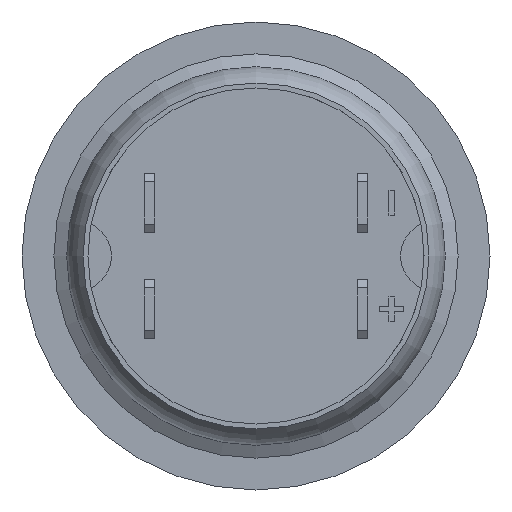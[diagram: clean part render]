
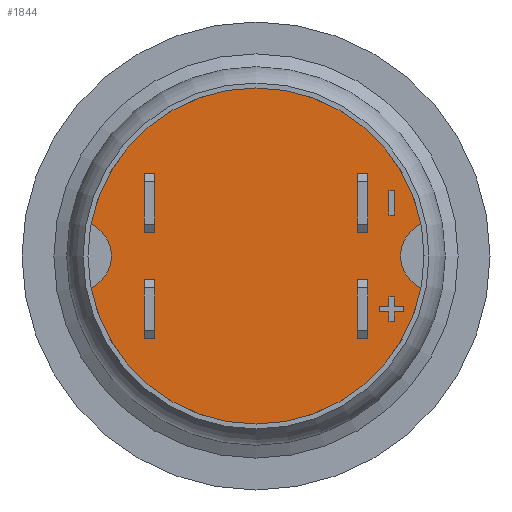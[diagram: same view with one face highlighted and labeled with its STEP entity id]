
A CAD part, front view. The second image highlights one B-rep face of the part: STEP entity #1844.
In plain terms, the highlighted face is planar.
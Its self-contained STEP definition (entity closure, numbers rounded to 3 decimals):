
#129=FACE_BOUND('',#399,.T.);
#130=FACE_BOUND('',#400,.T.);
#131=FACE_BOUND('',#401,.T.);
#132=FACE_BOUND('',#402,.T.);
#133=FACE_BOUND('',#403,.T.);
#134=FACE_BOUND('',#404,.T.);
#200=PLANE('',#2112);
#289=FACE_OUTER_BOUND('',#398,.T.);
#398=EDGE_LOOP('',(#1632,#1633,#1634,#1635));
#399=EDGE_LOOP('',(#1636,#1637,#1638,#1639));
#400=EDGE_LOOP('',(#1640,#1641,#1642,#1643,#1644,#1645,#1646,#1647,#1648,
#1649,#1650,#1651));
#401=EDGE_LOOP('',(#1652,#1653,#1654,#1655));
#402=EDGE_LOOP('',(#1656,#1657,#1658,#1659));
#403=EDGE_LOOP('',(#1660,#1661,#1662,#1663));
#404=EDGE_LOOP('',(#1664,#1665,#1666,#1667));
#431=LINE('',#2769,#601);
#435=LINE('',#2777,#605);
#438=LINE('',#2783,#608);
#441=LINE('',#2788,#611);
#443=LINE('',#2794,#613);
#447=LINE('',#2802,#617);
#450=LINE('',#2808,#620);
#453=LINE('',#2814,#623);
#456=LINE('',#2820,#626);
#459=LINE('',#2826,#629);
#462=LINE('',#2832,#632);
#465=LINE('',#2838,#635);
#468=LINE('',#2844,#638);
#471=LINE('',#2850,#641);
#474=LINE('',#2856,#644);
#477=LINE('',#2861,#647);
#514=LINE('',#2955,#684);
#517=LINE('',#2961,#687);
#522=LINE('',#2969,#692);
#524=LINE('',#2973,#694);
#525=LINE('',#2976,#695);
#527=LINE('',#2979,#697);
#528=LINE('',#2982,#698);
#530=LINE('',#2985,#700);
#564=LINE('',#3074,#734);
#567=LINE('',#3080,#737);
#570=LINE('',#3086,#740);
#572=LINE('',#3089,#742);
#574=LINE('',#3093,#744);
#579=LINE('',#3100,#749);
#580=LINE('',#3102,#750);
#582=LINE('',#3106,#752);
#601=VECTOR('',#2254,10.);
#605=VECTOR('',#2260,10.);
#608=VECTOR('',#2265,10.);
#611=VECTOR('',#2270,10.);
#613=VECTOR('',#2276,10.);
#617=VECTOR('',#2282,10.);
#620=VECTOR('',#2287,10.);
#623=VECTOR('',#2292,10.);
#626=VECTOR('',#2297,10.);
#629=VECTOR('',#2302,10.);
#632=VECTOR('',#2307,10.);
#635=VECTOR('',#2312,10.);
#638=VECTOR('',#2317,10.);
#641=VECTOR('',#2322,10.);
#644=VECTOR('',#2327,10.);
#647=VECTOR('',#2332,10.);
#684=VECTOR('',#2415,10.);
#687=VECTOR('',#2420,10.);
#692=VECTOR('',#2429,10.);
#694=VECTOR('',#2433,10.);
#695=VECTOR('',#2436,10.);
#697=VECTOR('',#2440,10.);
#698=VECTOR('',#2443,10.);
#700=VECTOR('',#2447,10.);
#734=VECTOR('',#2523,10.);
#737=VECTOR('',#2528,10.);
#740=VECTOR('',#2533,10.);
#742=VECTOR('',#2537,10.);
#744=VECTOR('',#2541,10.);
#749=VECTOR('',#2548,10.);
#750=VECTOR('',#2551,10.);
#752=VECTOR('',#2557,10.);
#805=CIRCLE('',#2103,1.65);
#808=CIRCLE('',#2108,1.65);
#811=CIRCLE('',#2113,7.9);
#812=CIRCLE('',#2114,7.9);
#862=VERTEX_POINT('',#2767);
#863=VERTEX_POINT('',#2768);
#866=VERTEX_POINT('',#2776);
#868=VERTEX_POINT('',#2782);
#870=VERTEX_POINT('',#2792);
#871=VERTEX_POINT('',#2793);
#874=VERTEX_POINT('',#2801);
#876=VERTEX_POINT('',#2807);
#878=VERTEX_POINT('',#2813);
#880=VERTEX_POINT('',#2819);
#882=VERTEX_POINT('',#2825);
#884=VERTEX_POINT('',#2831);
#886=VERTEX_POINT('',#2837);
#888=VERTEX_POINT('',#2843);
#890=VERTEX_POINT('',#2849);
#892=VERTEX_POINT('',#2855);
#926=VERTEX_POINT('',#2952);
#927=VERTEX_POINT('',#2954);
#928=VERTEX_POINT('',#2958);
#929=VERTEX_POINT('',#2960);
#930=VERTEX_POINT('',#2967);
#931=VERTEX_POINT('',#2971);
#932=VERTEX_POINT('',#2975);
#933=VERTEX_POINT('',#2981);
#966=VERTEX_POINT('',#3071);
#967=VERTEX_POINT('',#3073);
#968=VERTEX_POINT('',#3077);
#969=VERTEX_POINT('',#3079);
#970=VERTEX_POINT('',#3083);
#971=VERTEX_POINT('',#3085);
#972=VERTEX_POINT('',#3092);
#973=VERTEX_POINT('',#3098);
#976=VERTEX_POINT('',#3112);
#977=VERTEX_POINT('',#3114);
#980=VERTEX_POINT('',#3123);
#981=VERTEX_POINT('',#3125);
#1039=EDGE_CURVE('',#862,#863,#431,.T.);
#1043=EDGE_CURVE('',#866,#862,#435,.T.);
#1046=EDGE_CURVE('',#868,#866,#438,.T.);
#1049=EDGE_CURVE('',#863,#868,#441,.T.);
#1051=EDGE_CURVE('',#870,#871,#443,.T.);
#1055=EDGE_CURVE('',#874,#870,#447,.T.);
#1058=EDGE_CURVE('',#876,#874,#450,.T.);
#1061=EDGE_CURVE('',#878,#876,#453,.T.);
#1064=EDGE_CURVE('',#880,#878,#456,.T.);
#1067=EDGE_CURVE('',#882,#880,#459,.T.);
#1070=EDGE_CURVE('',#884,#882,#462,.T.);
#1073=EDGE_CURVE('',#886,#884,#465,.T.);
#1076=EDGE_CURVE('',#888,#886,#468,.T.);
#1079=EDGE_CURVE('',#890,#888,#471,.T.);
#1082=EDGE_CURVE('',#892,#890,#474,.T.);
#1085=EDGE_CURVE('',#871,#892,#477,.T.);
#1130=EDGE_CURVE('',#927,#926,#514,.T.);
#1133=EDGE_CURVE('',#929,#928,#517,.T.);
#1138=EDGE_CURVE('',#926,#930,#522,.T.);
#1140=EDGE_CURVE('',#928,#931,#524,.T.);
#1141=EDGE_CURVE('',#932,#929,#525,.T.);
#1143=EDGE_CURVE('',#931,#932,#527,.T.);
#1144=EDGE_CURVE('',#933,#927,#528,.T.);
#1146=EDGE_CURVE('',#930,#933,#530,.T.);
#1188=EDGE_CURVE('',#967,#966,#564,.T.);
#1191=EDGE_CURVE('',#969,#968,#567,.T.);
#1194=EDGE_CURVE('',#971,#970,#570,.T.);
#1196=EDGE_CURVE('',#968,#967,#572,.T.);
#1198=EDGE_CURVE('',#972,#971,#574,.T.);
#1203=EDGE_CURVE('',#970,#973,#579,.T.);
#1204=EDGE_CURVE('',#973,#972,#580,.T.);
#1206=EDGE_CURVE('',#966,#969,#582,.T.);
#1209=EDGE_CURVE('',#977,#976,#805,.T.);
#1214=EDGE_CURVE('',#981,#980,#808,.T.);
#1218=EDGE_CURVE('',#976,#981,#811,.T.);
#1219=EDGE_CURVE('',#980,#977,#812,.T.);
#1632=ORIENTED_EDGE('',*,*,#1209,.T.);
#1633=ORIENTED_EDGE('',*,*,#1218,.T.);
#1634=ORIENTED_EDGE('',*,*,#1214,.T.);
#1635=ORIENTED_EDGE('',*,*,#1219,.T.);
#1636=ORIENTED_EDGE('',*,*,#1039,.T.);
#1637=ORIENTED_EDGE('',*,*,#1049,.T.);
#1638=ORIENTED_EDGE('',*,*,#1046,.T.);
#1639=ORIENTED_EDGE('',*,*,#1043,.T.);
#1640=ORIENTED_EDGE('',*,*,#1051,.T.);
#1641=ORIENTED_EDGE('',*,*,#1085,.T.);
#1642=ORIENTED_EDGE('',*,*,#1082,.T.);
#1643=ORIENTED_EDGE('',*,*,#1079,.T.);
#1644=ORIENTED_EDGE('',*,*,#1076,.T.);
#1645=ORIENTED_EDGE('',*,*,#1073,.T.);
#1646=ORIENTED_EDGE('',*,*,#1070,.T.);
#1647=ORIENTED_EDGE('',*,*,#1067,.T.);
#1648=ORIENTED_EDGE('',*,*,#1064,.T.);
#1649=ORIENTED_EDGE('',*,*,#1061,.T.);
#1650=ORIENTED_EDGE('',*,*,#1058,.T.);
#1651=ORIENTED_EDGE('',*,*,#1055,.T.);
#1652=ORIENTED_EDGE('',*,*,#1144,.T.);
#1653=ORIENTED_EDGE('',*,*,#1130,.T.);
#1654=ORIENTED_EDGE('',*,*,#1138,.T.);
#1655=ORIENTED_EDGE('',*,*,#1146,.T.);
#1656=ORIENTED_EDGE('',*,*,#1141,.T.);
#1657=ORIENTED_EDGE('',*,*,#1133,.T.);
#1658=ORIENTED_EDGE('',*,*,#1140,.T.);
#1659=ORIENTED_EDGE('',*,*,#1143,.T.);
#1660=ORIENTED_EDGE('',*,*,#1203,.T.);
#1661=ORIENTED_EDGE('',*,*,#1204,.T.);
#1662=ORIENTED_EDGE('',*,*,#1198,.T.);
#1663=ORIENTED_EDGE('',*,*,#1194,.T.);
#1664=ORIENTED_EDGE('',*,*,#1206,.T.);
#1665=ORIENTED_EDGE('',*,*,#1191,.T.);
#1666=ORIENTED_EDGE('',*,*,#1196,.T.);
#1667=ORIENTED_EDGE('',*,*,#1188,.T.);
#1844=ADVANCED_FACE('',(#289,#129,#130,#131,#132,#133,#134),#200,.T.);
#2103=AXIS2_PLACEMENT_3D('',#3115,#2565,#2566);
#2108=AXIS2_PLACEMENT_3D('',#3126,#2577,#2578);
#2112=AXIS2_PLACEMENT_3D('',#3132,#2586,#2587);
#2113=AXIS2_PLACEMENT_3D('',#3133,#2588,#2589);
#2114=AXIS2_PLACEMENT_3D('',#3134,#2590,#2591);
#2254=DIRECTION('',(0.,1.,0.));
#2260=DIRECTION('',(1.,0.,0.));
#2265=DIRECTION('',(0.,-1.,0.));
#2270=DIRECTION('',(-1.,0.,0.));
#2276=DIRECTION('',(0.,1.,0.));
#2282=DIRECTION('',(-1.,0.,0.));
#2287=DIRECTION('',(0.,1.,0.));
#2292=DIRECTION('',(1.,0.,0.));
#2297=DIRECTION('',(0.,1.,0.));
#2302=DIRECTION('',(1.,0.,0.));
#2307=DIRECTION('',(0.,-1.,0.));
#2312=DIRECTION('',(1.,0.,0.));
#2317=DIRECTION('',(0.,-1.,0.));
#2322=DIRECTION('',(-1.,0.,0.));
#2327=DIRECTION('',(0.,-1.,0.));
#2332=DIRECTION('',(-1.,0.,0.));
#2415=DIRECTION('',(-1.,0.,0.));
#2420=DIRECTION('',(-1.,0.,0.));
#2429=DIRECTION('',(0.,-1.,0.));
#2433=DIRECTION('',(0.,-1.,0.));
#2436=DIRECTION('',(0.,1.,0.));
#2440=DIRECTION('',(1.,0.,0.));
#2443=DIRECTION('',(0.,1.,0.));
#2447=DIRECTION('',(1.,0.,0.));
#2523=DIRECTION('',(1.,0.,0.));
#2528=DIRECTION('',(-1.,0.,0.));
#2533=DIRECTION('',(1.,0.,0.));
#2537=DIRECTION('',(0.,-1.,0.));
#2541=DIRECTION('',(0.,-1.,0.));
#2548=DIRECTION('',(0.,1.,0.));
#2551=DIRECTION('',(-1.,0.,0.));
#2557=DIRECTION('',(0.,1.,0.));
#2565=DIRECTION('center_axis',(0.,0.,1.));
#2566=DIRECTION('ref_axis',(-0.42,-0.907,0.));
#2577=DIRECTION('center_axis',(0.,0.,1.));
#2578=DIRECTION('ref_axis',(0.42,0.907,0.));
#2586=DIRECTION('center_axis',(0.,0.,-1.));
#2587=DIRECTION('ref_axis',(-1.,0.,0.));
#2588=DIRECTION('center_axis',(0.,0.,-1.));
#2589=DIRECTION('ref_axis',(-1.,0.,0.));
#2590=DIRECTION('center_axis',(0.,0.,-1.));
#2591=DIRECTION('ref_axis',(-1.,0.,0.));
#2767=CARTESIAN_POINT('',(-6.25,1.925,0.));
#2768=CARTESIAN_POINT('',(-6.25,3.075,0.));
#2769=CARTESIAN_POINT('',(-6.25,0.963,0.));
#2776=CARTESIAN_POINT('',(-6.5,1.925,0.));
#2777=CARTESIAN_POINT('',(-3.25,1.925,0.));
#2782=CARTESIAN_POINT('',(-6.5,3.075,0.));
#2783=CARTESIAN_POINT('',(-6.5,1.538,0.));
#2788=CARTESIAN_POINT('',(-3.125,3.075,0.));
#2792=CARTESIAN_POINT('',(-6.25,-2.375,0.));
#2793=CARTESIAN_POINT('',(-6.25,-1.925,0.));
#2794=CARTESIAN_POINT('',(-6.25,-1.187,0.));
#2801=CARTESIAN_POINT('',(-5.8,-2.375,0.));
#2802=CARTESIAN_POINT('',(-2.9,-2.375,0.));
#2807=CARTESIAN_POINT('',(-5.8,-2.625,0.));
#2808=CARTESIAN_POINT('',(-5.8,-1.313,0.));
#2813=CARTESIAN_POINT('',(-6.25,-2.625,0.));
#2814=CARTESIAN_POINT('',(-3.125,-2.625,0.));
#2819=CARTESIAN_POINT('',(-6.25,-3.075,0.));
#2820=CARTESIAN_POINT('',(-6.25,-1.538,0.));
#2825=CARTESIAN_POINT('',(-6.5,-3.075,0.));
#2826=CARTESIAN_POINT('',(-3.25,-3.075,0.));
#2831=CARTESIAN_POINT('',(-6.5,-2.625,0.));
#2832=CARTESIAN_POINT('',(-6.5,-1.313,0.));
#2837=CARTESIAN_POINT('',(-6.95,-2.625,0.));
#2838=CARTESIAN_POINT('',(-3.475,-2.625,0.));
#2843=CARTESIAN_POINT('',(-6.95,-2.375,0.));
#2844=CARTESIAN_POINT('',(-6.95,-1.188,0.));
#2849=CARTESIAN_POINT('',(-6.5,-2.375,0.));
#2850=CARTESIAN_POINT('',(-3.25,-2.375,0.));
#2855=CARTESIAN_POINT('',(-6.5,-1.925,0.));
#2856=CARTESIAN_POINT('',(-6.5,-0.963,0.));
#2861=CARTESIAN_POINT('',(-3.125,-1.925,0.));
#2952=CARTESIAN_POINT('',(-5.25,3.9,0.));
#2954=CARTESIAN_POINT('',(-4.75,3.9,0.));
#2955=CARTESIAN_POINT('',(-2.625,3.9,0.));
#2958=CARTESIAN_POINT('',(-5.25,-1.1,0.));
#2960=CARTESIAN_POINT('',(-4.75,-1.1,0.));
#2961=CARTESIAN_POINT('',(-2.625,-1.1,0.));
#2967=CARTESIAN_POINT('',(-5.25,1.1,0.));
#2969=CARTESIAN_POINT('',(-5.25,0.55,0.));
#2971=CARTESIAN_POINT('',(-5.25,-3.9,0.));
#2973=CARTESIAN_POINT('',(-5.25,-1.95,0.));
#2975=CARTESIAN_POINT('',(-4.75,-3.9,0.));
#2976=CARTESIAN_POINT('',(-4.75,-0.55,0.));
#2979=CARTESIAN_POINT('',(-2.375,-3.9,0.));
#2981=CARTESIAN_POINT('',(-4.75,1.1,0.));
#2982=CARTESIAN_POINT('',(-4.75,1.95,0.));
#2985=CARTESIAN_POINT('',(-2.375,1.1,0.));
#3071=CARTESIAN_POINT('',(5.25,1.1,0.));
#3073=CARTESIAN_POINT('',(4.75,1.1,0.));
#3074=CARTESIAN_POINT('',(2.625,1.1,0.));
#3077=CARTESIAN_POINT('',(4.75,3.9,0.));
#3079=CARTESIAN_POINT('',(5.25,3.9,0.));
#3080=CARTESIAN_POINT('',(2.375,3.9,0.));
#3083=CARTESIAN_POINT('',(5.25,-3.9,0.));
#3085=CARTESIAN_POINT('',(4.75,-3.9,0.));
#3086=CARTESIAN_POINT('',(2.625,-3.9,0.));
#3089=CARTESIAN_POINT('',(4.75,0.55,0.));
#3092=CARTESIAN_POINT('',(4.75,-1.1,0.));
#3093=CARTESIAN_POINT('',(4.75,-1.95,0.));
#3098=CARTESIAN_POINT('',(5.25,-1.1,0.));
#3100=CARTESIAN_POINT('',(5.25,-0.55,0.));
#3102=CARTESIAN_POINT('',(2.375,-1.1,0.));
#3106=CARTESIAN_POINT('',(5.25,1.95,0.));
#3112=CARTESIAN_POINT('',(-7.757,1.497,0.));
#3114=CARTESIAN_POINT('',(-7.757,-1.497,0.));
#3115=CARTESIAN_POINT('Origin',(-8.45,0.,0.));
#3123=CARTESIAN_POINT('',(7.757,-1.497,0.));
#3125=CARTESIAN_POINT('',(7.757,1.497,0.));
#3126=CARTESIAN_POINT('Origin',(8.45,0.,0.));
#3132=CARTESIAN_POINT('Origin',(0.,0.,0.));
#3133=CARTESIAN_POINT('Origin',(0.,0.,0.));
#3134=CARTESIAN_POINT('Origin',(0.,0.,0.));
